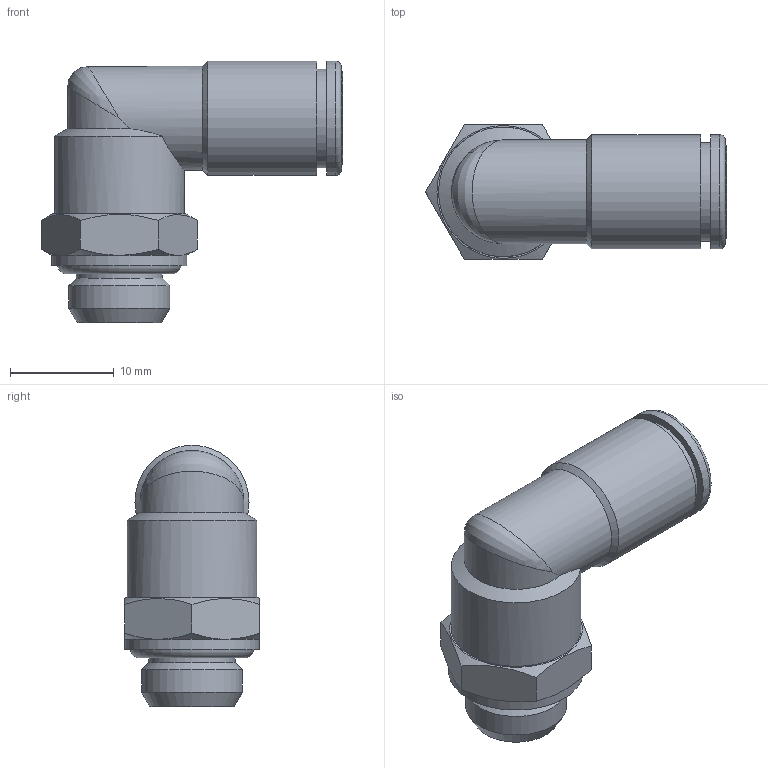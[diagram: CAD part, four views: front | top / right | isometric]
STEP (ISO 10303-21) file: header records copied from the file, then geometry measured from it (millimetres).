
FILE_DESCRIPTION(( 'RV.22.06.18.STP' ), '1');
FILE_NAME( 'RV.22.06.18.STP', '2019-06-19T14:09:01',( 'Sopra'),('sopra-pneumatic.com'), 'SwSTEP 2.0','SolidWorks 2009','' );
FILE_SCHEMA (('AUTOMOTIVE_DESIGN { 1 0 10303 214 1 1 1 1 }'));
Length unit declared in the file: millimetre
Products named in the file (5): Root; OR 7.2X1.9; DR6-1_NEU; R202203-I1-N2A; 214602-N2_GEW.-_1-8_1-8
Assembly tree (4 placements, depth 2):
  Root
    OR 7.2X1.9
    DR6-1_NEU
    R202203-I1-N2A
    214602-N2_GEW.-_1-8_1-8
Bounding box: 29.01 x 13 x 25.2 mm (x, y, z)
Volume: 2703.7 mm3; surface area: 3691.1 mm2
Topology: 4 solids, 4 shells, 70 faces, 149 edges, 90 vertices
Faces by surface type: cone 25, cylinder 21, plane 19, torus 4, bspline 1
Full cylindrical faces by diameter (mm): 4 x1, 5.5 x1, 6 x1, 6.1 x1, 6.2 x1, 8.3 x2, 9 x3, 9.5 x1, 9.6 x1, 9.728 x1, 10 x1, 10.1 x2, 11 x2, 12.5 x1, 13 x1
Entity records: 3684 total; most frequent: CARTESIAN_POINT 1378, DIRECTION 318, PRESENTATION_STYLE_ASSIGNMENT 186, COLOUR_RGB 184, DRAUGHTING_PRE_DEFINED_CURVE_FONT 182, CURVE_STYLE 182, OVER_RIDING_STYLED_ITEM 182, ORIENTED_EDGE 182
